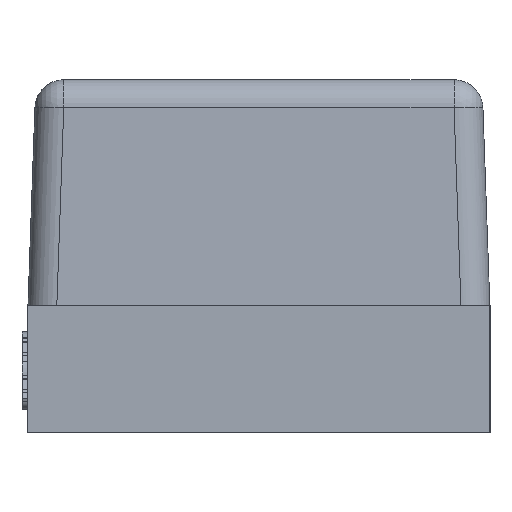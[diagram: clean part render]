
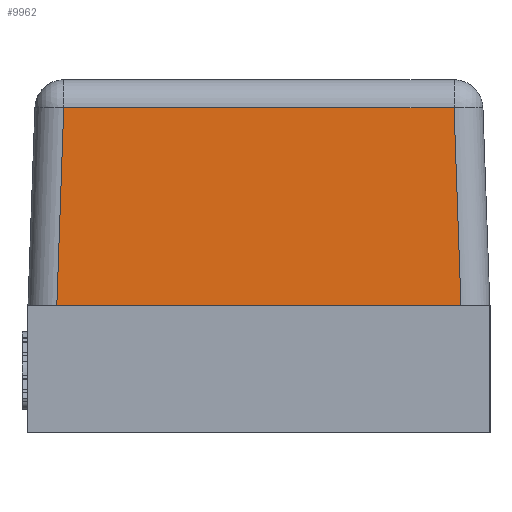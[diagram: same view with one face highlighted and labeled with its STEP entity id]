
A CAD part, left-side view. The second image highlights one B-rep face of the part: STEP entity #9962.
In plain terms, the highlighted planar face has unit normal (-0.999, 0, 0.035).
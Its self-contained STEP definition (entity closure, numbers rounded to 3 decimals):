
#1087 = LINE ( 'NONE', #13540, #17458 ) ;
#1815 = EDGE_LOOP ( 'NONE', ( #9519, #4692, #6003, #2882 ) ) ;
#2105 = DIRECTION ( 'NONE',  ( 0., -1., 0. ) ) ;
#2390 = VECTOR ( 'NONE', #8427, 1000. ) ;
#2882 = ORIENTED_EDGE ( 'NONE', *, *, #10105, .T. ) ;
#3356 = CARTESIAN_POINT ( 'NONE',  ( -0.6, 0.4, 0.2 ) ) ;
#3357 = LINE ( 'NONE', #6115, #11072 ) ;
#3681 = VERTEX_POINT ( 'NONE', #9375 ) ;
#3741 = CARTESIAN_POINT ( 'NONE',  ( -0.588, -0.338, 0.552 ) ) ;
#3926 = VECTOR ( 'NONE', #2105, 1000. ) ;
#4692 = ORIENTED_EDGE ( 'NONE', *, *, #17512, .T. ) ;
#5194 = DIRECTION ( 'NONE',  ( 0.035, 0.035, 0.999 ) ) ;
#5389 = LINE ( 'NONE', #13732, #2390 ) ;
#6003 = ORIENTED_EDGE ( 'NONE', *, *, #12073, .T. ) ;
#6115 = CARTESIAN_POINT ( 'NONE',  ( -0.6, 0.35, 0.198 ) ) ;
#6198 = CARTESIAN_POINT ( 'NONE',  ( -0.6, 0.4, 0.2 ) ) ;
#7155 = EDGE_CURVE ( 'NONE', #8629, #3681, #5389, .T. ) ;
#7370 = DIRECTION ( 'NONE',  ( -0.035, 0.035, -0.999 ) ) ;
#8427 = DIRECTION ( 'NONE',  ( 0., 1., 0. ) ) ;
#8629 = VERTEX_POINT ( 'NONE', #3741 ) ;
#9375 = CARTESIAN_POINT ( 'NONE',  ( -0.588, 0.338, 0.552 ) ) ;
#9519 = ORIENTED_EDGE ( 'NONE', *, *, #7155, .T. ) ;
#9957 = VERTEX_POINT ( 'NONE', #12966 ) ;
#9962 = ADVANCED_FACE ( 'NONE', ( #14280 ), #11802, .T. ) ;
#10105 = EDGE_CURVE ( 'NONE', #9957, #8629, #1087, .T. ) ;
#11072 = VECTOR ( 'NONE', #7370, 1000. ) ;
#11512 = AXIS2_PLACEMENT_3D ( 'NONE', #6198, #17039, #12882 ) ;
#11802 = PLANE ( 'NONE',  #11512 ) ;
#12073 = EDGE_CURVE ( 'NONE', #14174, #9957, #17217, .T. ) ;
#12882 = DIRECTION ( 'NONE',  ( 0.035, 0., 0.999 ) ) ;
#12966 = CARTESIAN_POINT ( 'NONE',  ( -0.6, -0.35, 0.2 ) ) ;
#13540 = CARTESIAN_POINT ( 'NONE',  ( -0.599, -0.349, 0.226 ) ) ;
#13732 = CARTESIAN_POINT ( 'NONE',  ( -0.588, 0.386, 0.552 ) ) ;
#13889 = CARTESIAN_POINT ( 'NONE',  ( -0.6, 0.35, 0.2 ) ) ;
#14174 = VERTEX_POINT ( 'NONE', #13889 ) ;
#14280 = FACE_OUTER_BOUND ( 'NONE', #1815, .T. ) ;
#17039 = DIRECTION ( 'NONE',  ( -0.999, 0., 0.035 ) ) ;
#17217 = LINE ( 'NONE', #3356, #3926 ) ;
#17458 = VECTOR ( 'NONE', #5194, 1000. ) ;
#17512 = EDGE_CURVE ( 'NONE', #3681, #14174, #3357, .T. ) ;
